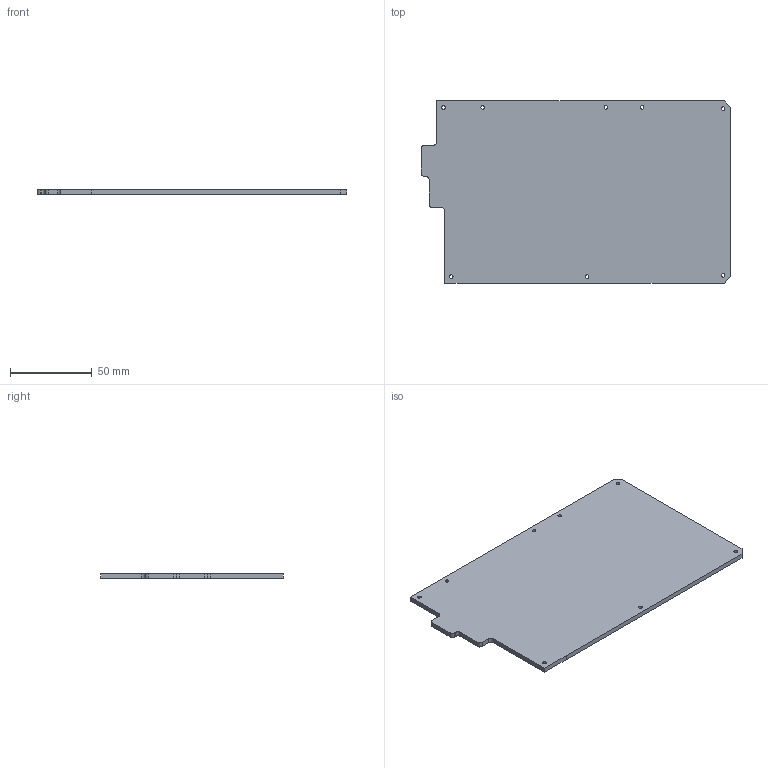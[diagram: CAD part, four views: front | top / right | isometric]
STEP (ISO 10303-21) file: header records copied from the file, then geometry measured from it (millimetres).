
FILE_DESCRIPTION(/* description */ (''),/* implementation_level */ '2;1');
FILE_NAME(/* name */ 'case-right-65-bottom v11.step',/* time_stamp */ '2022-04-09T21:04:54-04:00',/* author */ (''),/* organization */ (''),/* preprocessor_version */ 'ST-DEVELOPER v18.1',/* originating_system */ 'Autodesk Translation Framework v10.14.0.1471',/* authorisation */ '');
FILE_SCHEMA (('AUTOMOTIVE_DESIGN { 1 0 10303 214 3 1 1 }'));
Length unit declared in the file: millimetre
Products named in the file (1): case-right-65
Bounding box: 188.97 x 111.26 x 3 mm (x, y, z)
Volume: 59893.9 mm3; surface area: 41874.3 mm2
Topology: 1 solids, 1 shells, 30 faces, 84 edges, 56 vertices
Faces by surface type: plane 16, bspline 14
Entity records: 1392 total; most frequent: CARTESIAN_POINT 641, ORIENTED_EDGE 168, DIRECTION 90, EDGE_CURVE 84, LINE 56, VECTOR 56, VERTEX_POINT 56, EDGE_LOOP 46
